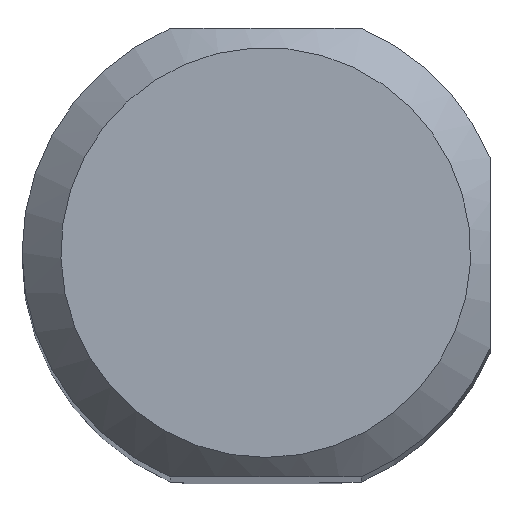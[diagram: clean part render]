
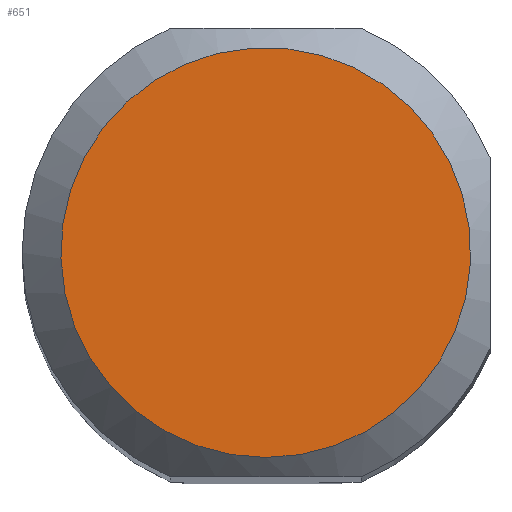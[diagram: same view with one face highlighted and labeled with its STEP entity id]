
A CAD part, top view. The second image highlights one B-rep face of the part: STEP entity #651.
In plain terms, the highlighted planar face has unit normal (0, 0, 1).
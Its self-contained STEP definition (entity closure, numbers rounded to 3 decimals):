
#373=CIRCLE('',#5772,10.5);
#651=ADVANCED_FACE('',(#1119),#844,.F.);
#844=PLANE('',#5773);
#1119=FACE_OUTER_BOUND('',#1411,.T.);
#1411=EDGE_LOOP('',(#2951));
#2951=ORIENTED_EDGE('',*,*,#4276,.F.);
#3498=VERTEX_POINT('',#9165);
#4276=EDGE_CURVE('',#3498,#3498,#373,.T.);
#5772=AXIS2_PLACEMENT_3D('',#9164,#7019,#7020);
#5773=AXIS2_PLACEMENT_3D('',#9166,#7021,#7022);
#7019=DIRECTION('',(0.,0.,-1.));
#7020=DIRECTION('',(0.,-1.,0.));
#7021=DIRECTION('',(0.,0.,-1.));
#7022=DIRECTION('',(0.,1.,0.));
#9164=CARTESIAN_POINT('',(0.,0.,145.));
#9165=CARTESIAN_POINT('',(0.,-10.5,145.));
#9166=CARTESIAN_POINT('',(0.,0.,145.));
